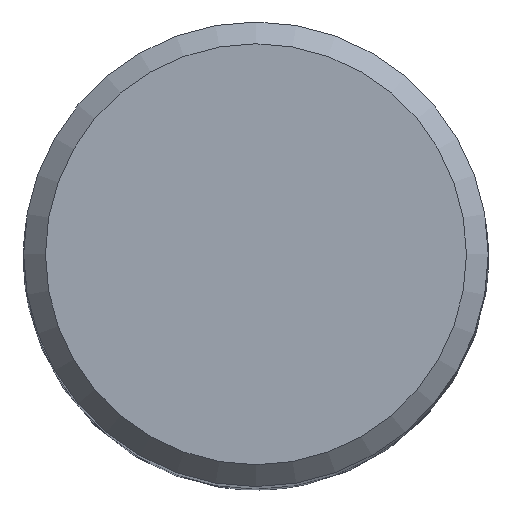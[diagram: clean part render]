
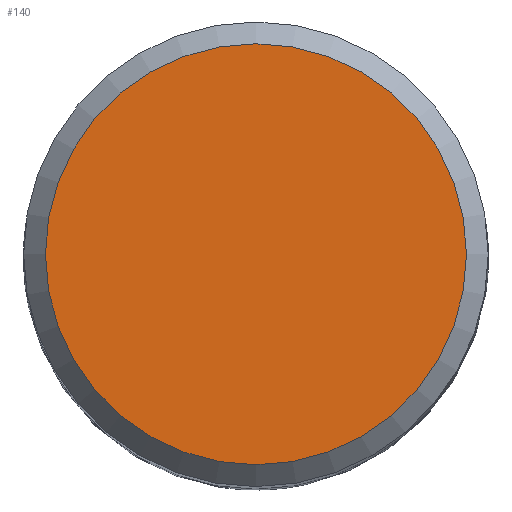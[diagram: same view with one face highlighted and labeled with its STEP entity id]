
A CAD part, top view. The second image highlights one B-rep face of the part: STEP entity #140.
In plain terms, the highlighted planar face has unit normal (0, 0, 1).
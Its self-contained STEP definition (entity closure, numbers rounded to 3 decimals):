
#110=FACE_OUTER_BOUND('',#220,.T.);
#114=PLANE('',#433);
#140=ADVANCED_FACE('CU_SU3',(#110),#114,.F.);
#220=EDGE_LOOP('',(#260));
#260=ORIENTED_EDGE('',*,*,#304,.F.);
#283=VERTEX_POINT('',#609);
#304=EDGE_CURVE('',#283,#283,#324,.T.);
#324=CIRCLE('',#432,14.496);
#432=AXIS2_PLACEMENT_3D('',#608,#525,#526);
#433=AXIS2_PLACEMENT_3D('',#610,#527,#528);
#525=DIRECTION('',(0.,0.,-1.));
#526=DIRECTION('',(-1.,0.,0.));
#527=DIRECTION('',(0.,0.,-1.));
#528=DIRECTION('',(-1.,0.,0.));
#608=CARTESIAN_POINT('',(0.,0.,0.));
#609=CARTESIAN_POINT('',(-14.496,0.,0.));
#610=CARTESIAN_POINT('',(0.,0.,0.));
